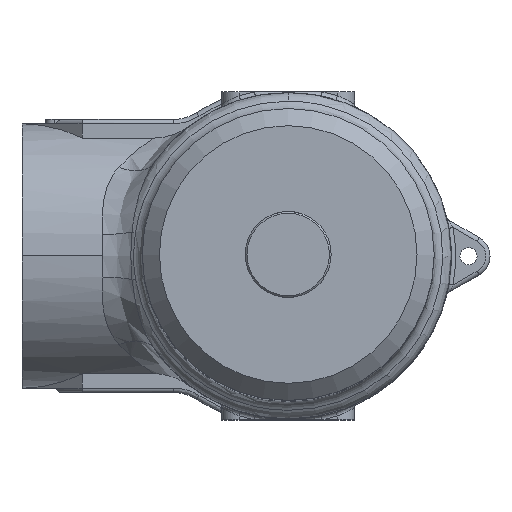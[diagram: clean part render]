
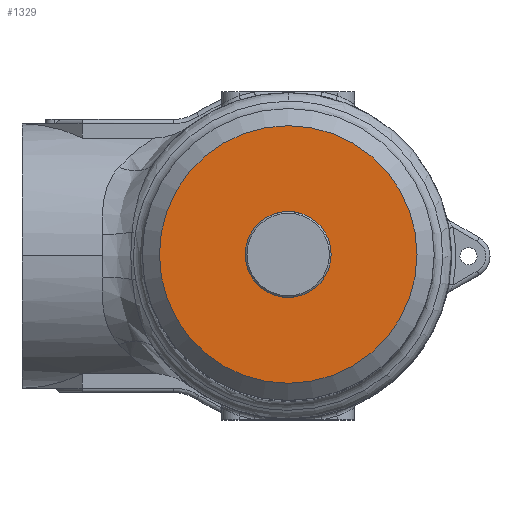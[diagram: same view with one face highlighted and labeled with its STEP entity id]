
A CAD part, top view. The second image highlights one B-rep face of the part: STEP entity #1329.
In plain terms, the highlighted planar face has unit normal (0, 0, 1).
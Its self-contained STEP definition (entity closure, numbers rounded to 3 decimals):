
#301=CARTESIAN_POINT('',(-15.,-0.,99.6));
#302=VERTEX_POINT('',#301);
#309=CARTESIAN_POINT('',(15.,-0.,99.6));
#310=VERTEX_POINT('',#309);
#311=CARTESIAN_POINT('',(0.,-0.,99.6));
#312=DIRECTION('',(0.,0.,-1.));
#313=DIRECTION('',(-1.,0.,0.));
#314=AXIS2_PLACEMENT_3D('',#311,#312,#313);
#315=CIRCLE('',#314,15.);
#316=EDGE_CURVE('NONE',#302,#310,#315,.T.);
#318=CARTESIAN_POINT('',(0.,-0.,99.6));
#319=DIRECTION('',(0.,0.,-1.));
#320=DIRECTION('',(-1.,0.,0.));
#321=AXIS2_PLACEMENT_3D('',#318,#319,#320);
#322=CIRCLE('',#321,15.);
#323=EDGE_CURVE('NONE',#310,#302,#322,.T.);
#336=CARTESIAN_POINT('',(-5.,-0.,99.6));
#337=VERTEX_POINT('',#336);
#363=CARTESIAN_POINT('',(5.,-0.,99.6));
#364=VERTEX_POINT('',#363);
#365=CARTESIAN_POINT('',(0.,-0.,99.6));
#366=DIRECTION('',(0.,0.,-1.));
#367=DIRECTION('',(-1.,0.,0.));
#368=AXIS2_PLACEMENT_3D('',#365,#366,#367);
#369=CIRCLE('',#368,5.);
#370=EDGE_CURVE('NONE',#364,#337,#369,.T.);
#372=CARTESIAN_POINT('',(0.,-0.,99.6));
#373=DIRECTION('',(0.,0.,-1.));
#374=DIRECTION('',(-1.,0.,0.));
#375=AXIS2_PLACEMENT_3D('',#372,#373,#374);
#376=CIRCLE('',#375,5.);
#377=EDGE_CURVE('NONE',#337,#364,#376,.T.);
#1316=CARTESIAN_POINT('',(0.,-15.,99.6));
#1317=DIRECTION('',(0.,0.,-1.));
#1318=DIRECTION('',(-1.,0.,0.));
#1319=AXIS2_PLACEMENT_3D('',#1316,#1317,#1318);
#1320=PLANE('',#1319);
#1321=ORIENTED_EDGE('',*,*,#316,.F.);
#1322=ORIENTED_EDGE('',*,*,#323,.F.);
#1323=EDGE_LOOP('',(#1321,#1322));
#1324=FACE_BOUND('',#1323,.T.);
#1325=ORIENTED_EDGE('',*,*,#377,.T.);
#1326=ORIENTED_EDGE('',*,*,#370,.T.);
#1327=EDGE_LOOP('',(#1325,#1326));
#1328=FACE_BOUND('',#1327,.T.);
#1329=ADVANCED_FACE('NONE',(#1324,#1328),#1320,.F.);
